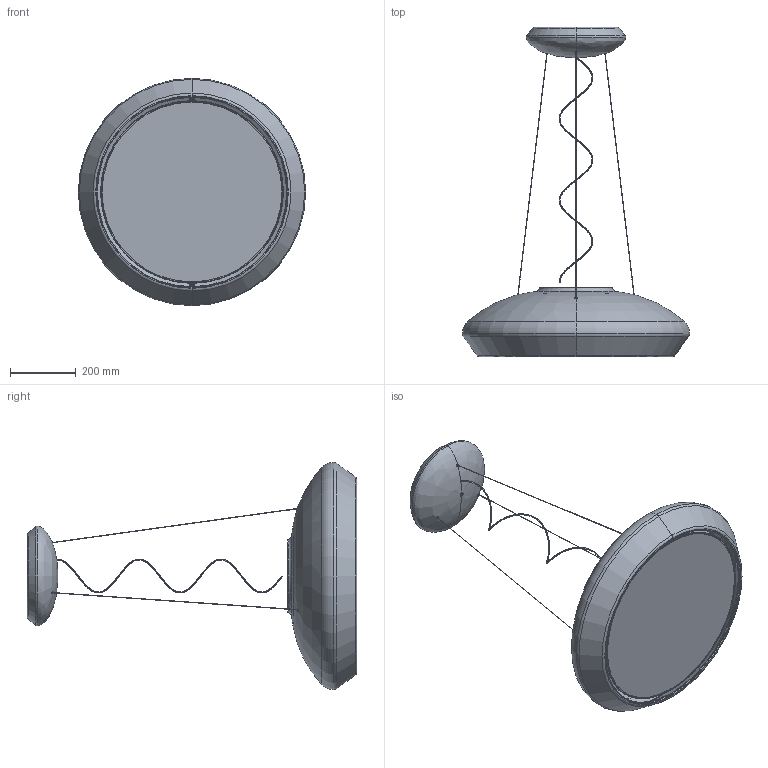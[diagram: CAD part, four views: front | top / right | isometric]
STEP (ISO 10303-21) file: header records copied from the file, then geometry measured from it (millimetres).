
FILE_DESCRIPTION (( 'STEP AP203' ), '1' );
FILE_NAME ('SIL26 LAMP.STEP', '2018-09-10T10:03:39', ( 'sirius' ), ( '' ), 'SwSTEP 2.0', 'SolidWorks 2016', '' );
FILE_SCHEMA (( 'CONFIG_CONTROL_DESIGN' ));
Products named in the file (1): SIL26 LAMP
Bounding box: 690 x 1000 x 690 mm (x, y, z)
Volume: 6651711.4 mm3; surface area: 2797938.3 mm2
Topology: 36 solids, 36 shells, 2129 faces, 5293 edges, 3259 vertices
Faces by surface type: cylinder 929, plane 907, bspline 103, cone 100, torus 82, sphere 8
Entity records: 96915 total; most frequent: CARTESIAN_POINT 46157, DIRECTION 10607, ORIENTED_EDGE 10578, EDGE_CURVE 5289, AXIS2_PLACEMENT_3D 3923, VERTEX_POINT 3259, VECTOR 2761, LINE 2761
